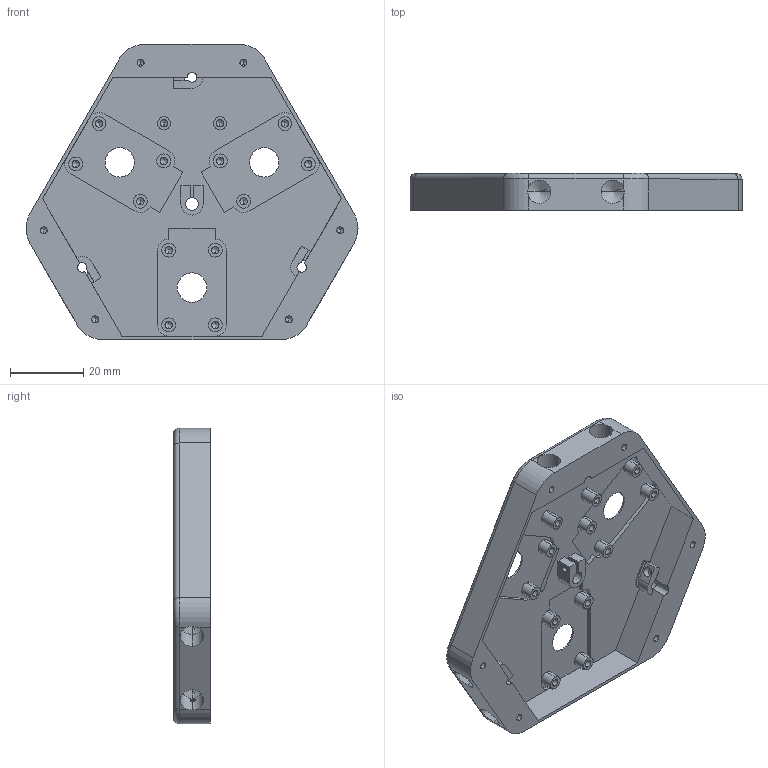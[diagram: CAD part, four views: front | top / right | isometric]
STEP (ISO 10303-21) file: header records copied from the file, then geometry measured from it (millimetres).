
FILE_DESCRIPTION (( 'STEP AP203' ), '1' );
FILE_NAME ('Top Platform 2.STEP', '2024-07-16T19:09:03', ( '' ), ( '' ), 'SwSTEP 2.0', 'SolidWorks 2023', '' );
FILE_SCHEMA (( 'CONFIG_CONTROL_DESIGN' ));
Length unit declared in the file: millimetre
Products named in the file (1): Top Platform 2
Bounding box: 90.37 x 10 x 80.41 mm (x, y, z)
Volume: 15268.6 mm3; surface area: 18076.7 mm2
Topology: 1 solids, 1 shells, 321 faces, 905 edges, 548 vertices
Faces by surface type: cylinder 158, plane 87, cone 70, torus 6
Entity records: 10310 total; most frequent: CARTESIAN_POINT 1963, DIRECTION 1807, ORIENTED_EDGE 1694, EDGE_CURVE 847, AXIS2_PLACEMENT_3D 680, VERTEX_POINT 548, VECTOR 447, LINE 447
